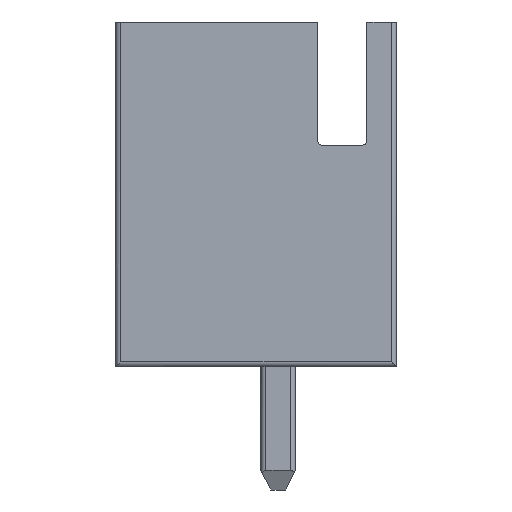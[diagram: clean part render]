
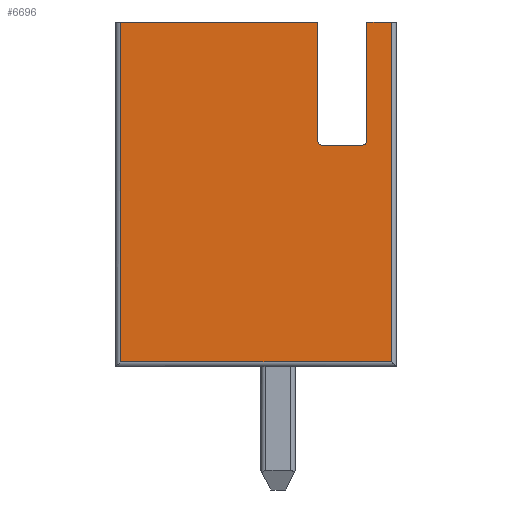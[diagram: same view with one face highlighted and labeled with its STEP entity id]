
A CAD part, left-side view. The second image highlights one B-rep face of the part: STEP entity #6696.
In plain terms, the highlighted planar face has unit normal (-1, 0, 0).
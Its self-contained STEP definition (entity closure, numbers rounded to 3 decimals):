
#742=FACE_OUTER_BOUND('',#1116,.T.);
#1116=EDGE_LOOP('',(#4830,#4831,#4832,#4833,#4834,#4835,#4836,#4837,#4838,
#4839));
#1497=CIRCLE('',#7144,0.1);
#1498=CIRCLE('',#7145,0.1);
#1683=LINE('',#9782,#2369);
#1686=LINE('',#9791,#2372);
#1699=LINE('',#9822,#2385);
#1700=LINE('',#9824,#2386);
#1701=LINE('',#9825,#2387);
#1702=LINE('',#9827,#2388);
#1703=LINE('',#9831,#2389);
#1704=LINE('',#9834,#2390);
#2369=VECTOR('',#7829,1.);
#2372=VECTOR('',#7838,1.);
#2385=VECTOR('',#7861,1.);
#2386=VECTOR('',#7862,1.);
#2387=VECTOR('',#7863,1.);
#2388=VECTOR('',#7864,1.);
#2389=VECTOR('',#7867,1.);
#2390=VECTOR('',#7870,1.);
#3147=VERTEX_POINT('',#9780);
#3148=VERTEX_POINT('',#9781);
#3150=VERTEX_POINT('',#9788);
#3151=VERTEX_POINT('',#9790);
#3164=VERTEX_POINT('',#9821);
#3165=VERTEX_POINT('',#9823);
#3166=VERTEX_POINT('',#9826);
#3167=VERTEX_POINT('',#9828);
#3168=VERTEX_POINT('',#9830);
#3169=VERTEX_POINT('',#9832);
#3812=EDGE_CURVE('',#3147,#3148,#1683,.T.);
#3817=EDGE_CURVE('',#3150,#3151,#1686,.T.);
#3833=EDGE_CURVE('',#3150,#3164,#1699,.T.);
#3834=EDGE_CURVE('',#3164,#3165,#1700,.T.);
#3835=EDGE_CURVE('',#3165,#3148,#1701,.T.);
#3836=EDGE_CURVE('',#3166,#3147,#1702,.T.);
#3837=EDGE_CURVE('',#3166,#3167,#1497,.T.);
#3838=EDGE_CURVE('',#3168,#3167,#1703,.T.);
#3839=EDGE_CURVE('',#3168,#3169,#1498,.T.);
#3840=EDGE_CURVE('',#3151,#3169,#1704,.T.);
#4830=ORIENTED_EDGE('',*,*,#3817,.F.);
#4831=ORIENTED_EDGE('',*,*,#3833,.T.);
#4832=ORIENTED_EDGE('',*,*,#3834,.T.);
#4833=ORIENTED_EDGE('',*,*,#3835,.T.);
#4834=ORIENTED_EDGE('',*,*,#3812,.F.);
#4835=ORIENTED_EDGE('',*,*,#3836,.F.);
#4836=ORIENTED_EDGE('',*,*,#3837,.T.);
#4837=ORIENTED_EDGE('',*,*,#3838,.F.);
#4838=ORIENTED_EDGE('',*,*,#3839,.T.);
#4839=ORIENTED_EDGE('',*,*,#3840,.F.);
#6477=PLANE('',#7143);
#6696=ADVANCED_FACE('',(#742),#6477,.F.);
#7143=AXIS2_PLACEMENT_3D('',#9820,#7859,#7860);
#7144=AXIS2_PLACEMENT_3D('',#9829,#7865,#7866);
#7145=AXIS2_PLACEMENT_3D('',#9833,#7868,#7869);
#7829=DIRECTION('',(0.,-1.,0.));
#7838=DIRECTION('',(0.,-1.,0.));
#7859=DIRECTION('center_axis',(1.,0.,0.));
#7860=DIRECTION('ref_axis',(0.,1.,0.));
#7861=DIRECTION('',(0.,0.,-1.));
#7862=DIRECTION('',(0.,-1.,0.));
#7863=DIRECTION('',(0.,0.,1.));
#7864=DIRECTION('',(0.,0.,1.));
#7865=DIRECTION('center_axis',(1.,0.,0.));
#7866=DIRECTION('ref_axis',(0.,1.,0.));
#7867=DIRECTION('',(0.,-1.,0.));
#7868=DIRECTION('center_axis',(1.,0.,0.));
#7869=DIRECTION('ref_axis',(0.,1.,0.));
#7870=DIRECTION('',(0.,0.,-1.));
#9780=CARTESIAN_POINT('',(-5.,-1.8,7.));
#9781=CARTESIAN_POINT('',(-5.,-2.3,7.));
#9782=CARTESIAN_POINT('',(-5.,-2.4,7.));
#9788=CARTESIAN_POINT('',(-5.,3.2,7.));
#9790=CARTESIAN_POINT('',(-5.,-0.8,7.));
#9791=CARTESIAN_POINT('',(-5.,-2.4,7.));
#9820=CARTESIAN_POINT('Origin',(-5.,-2.4,7.));
#9821=CARTESIAN_POINT('',(-5.,3.2,0.1));
#9822=CARTESIAN_POINT('',(-5.,3.2,7.));
#9823=CARTESIAN_POINT('',(-5.,-2.3,0.1));
#9824=CARTESIAN_POINT('',(-5.,-2.4,0.1));
#9825=CARTESIAN_POINT('',(-5.,-2.3,7.));
#9826=CARTESIAN_POINT('',(-5.,-1.8,4.6));
#9827=CARTESIAN_POINT('',(-5.,-1.8,7.));
#9828=CARTESIAN_POINT('',(-5.,-1.7,4.5));
#9829=CARTESIAN_POINT('Origin',(-5.,-1.7,4.6));
#9830=CARTESIAN_POINT('',(-5.,-0.9,4.5));
#9831=CARTESIAN_POINT('',(-5.,-2.4,4.5));
#9832=CARTESIAN_POINT('',(-5.,-0.8,4.6));
#9833=CARTESIAN_POINT('Origin',(-5.,-0.9,4.6));
#9834=CARTESIAN_POINT('',(-5.,-0.8,7.));
